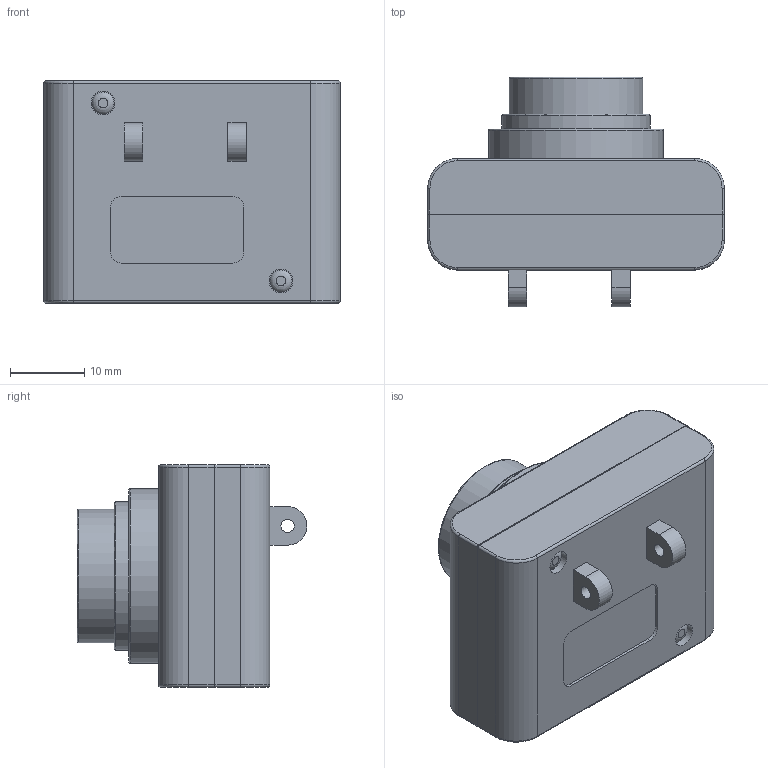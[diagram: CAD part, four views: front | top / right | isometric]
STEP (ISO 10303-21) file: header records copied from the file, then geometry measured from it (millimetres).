
FILE_DESCRIPTION(/* description */ (''),/* implementation_level */ '2;1');
FILE_NAME(/* name */ 'SR319-CAM.stp',/* time_stamp */ '2018-06-17T16:13:57-07:00',/* author */ (''),/* organization */ (''),/* preprocessor_version */ 'ST-DEVELOPER v14.6',/* originating_system */ '',/* authorisation */ '');
FILE_SCHEMA (('AUTOMOTIVE_DESIGN { 1 2 10303 214 1 1 1 1 }'));
Length unit declared in the file: centimetre
Products named in the file (1): 1234-K789
Bounding box: 40 x 31 x 30 mm (x, y, z)
Volume: 20780.1 mm3; surface area: 5387.9 mm2
Topology: 1 solids, 1 shells, 101 faces, 210 edges, 134 vertices
Faces by surface type: plane 47, cylinder 40, torus 14
Full cylindrical faces by diameter (mm): 1.8 x2, 3 x1, 3.2 x2, 3.8 x1, 4.6 x1, 5.4 x1, 6.2 x1, 7 x1, 7.8 x1, 8.6 x1, 9.4 x1, 10.2 x1, 11 x1, 18 x1, 20 x1, 23.6 x1
Entity records: 2577 total; most frequent: DIRECTION 484, CARTESIAN_POINT 418, ORIENTED_EDGE 368, AXIS2_PLACEMENT_3D 198, EDGE_CURVE 184, EDGE_LOOP 152, VERTEX_POINT 132, ADVANCED_FACE 101
